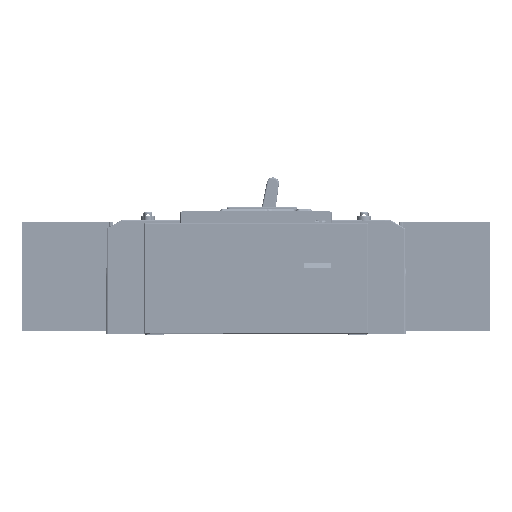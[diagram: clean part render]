
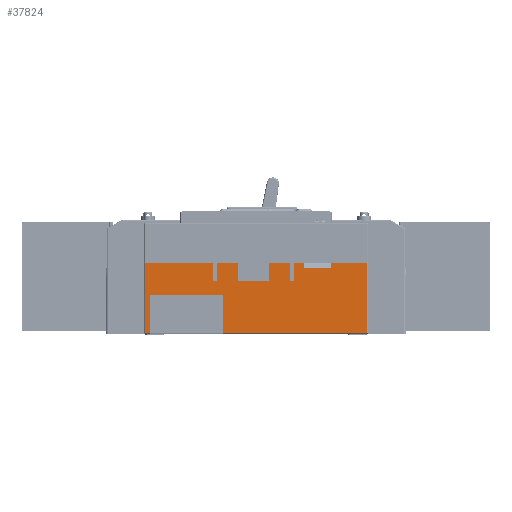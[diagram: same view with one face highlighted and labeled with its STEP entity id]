
A CAD part, left-side view. The second image highlights one B-rep face of the part: STEP entity #37824.
In plain terms, the highlighted planar face has unit normal (-1, 0, 0).
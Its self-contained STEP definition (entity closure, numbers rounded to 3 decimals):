
#3680=DIRECTION('',(0.,1.,0.));
#3681=VECTOR('',#3680,5.9);
#3682=CARTESIAN_POINT('',(-39.,-27.5,40.));
#3683=LINE('',#3682,#3681);
#3696=DIRECTION('',(0.,-1.,0.));
#3697=VECTOR('',#3696,11.9);
#3698=CARTESIAN_POINT('',(-39.,-7.5,40.));
#3699=LINE('',#3698,#3697);
#3800=DIRECTION('',(0.,1.,0.));
#3801=VECTOR('',#3800,38.464);
#3802=CARTESIAN_POINT('',(-39.,24.6,40.));
#3803=LINE('',#3802,#3801);
#3872=DIRECTION('',(0.,-1.,0.));
#3873=VECTOR('',#3872,11.9);
#3874=CARTESIAN_POINT('',(-39.,22.4,40.));
#3875=LINE('',#3874,#3873);
#7849=DIRECTION('',(0.,1.,0.));
#7850=VECTOR('',#7849,2.2);
#7851=CARTESIAN_POINT('',(-39.,-21.6,30.));
#7852=LINE('',#7851,#7850);
#7873=DIRECTION('',(0.,1.,0.));
#7874=VECTOR('',#7873,2.2);
#7875=CARTESIAN_POINT('',(-39.,22.4,30.));
#7876=LINE('',#7875,#7874);
#7917=DIRECTION('',(0.,0.,-1.));
#7918=VECTOR('',#7917,10.);
#7919=CARTESIAN_POINT('',(-39.,22.4,40.));
#7920=LINE('',#7919,#7918);
#7921=DIRECTION('',(0.,0.,-1.));
#7922=VECTOR('',#7921,10.);
#7923=CARTESIAN_POINT('',(-39.,10.5,40.));
#7924=LINE('',#7923,#7922);
#7925=DIRECTION('',(0.,1.,0.));
#7926=VECTOR('',#7925,18.);
#7927=CARTESIAN_POINT('',(-39.,-7.5,30.));
#7928=LINE('',#7927,#7926);
#7929=DIRECTION('',(0.,0.,-1.));
#7930=VECTOR('',#7929,10.);
#7931=CARTESIAN_POINT('',(-39.,-7.5,40.));
#7932=LINE('',#7931,#7930);
#7933=DIRECTION('',(0.,0.,-1.));
#7934=VECTOR('',#7933,10.);
#7935=CARTESIAN_POINT('',(-39.,-19.4,40.));
#7936=LINE('',#7935,#7934);
#7937=DIRECTION('',(0.,0.,1.));
#7938=VECTOR('',#7937,10.);
#7939=CARTESIAN_POINT('',(-39.,-21.6,30.));
#7940=LINE('',#7939,#7938);
#7941=DIRECTION('',(0.,0.,-1.));
#7942=VECTOR('',#7941,2.5);
#7943=CARTESIAN_POINT('',(-39.,-27.5,40.));
#7944=LINE('',#7943,#7942);
#7945=DIRECTION('',(0.,-1.,0.));
#7946=VECTOR('',#7945,15.);
#7947=CARTESIAN_POINT('',(-39.,-27.5,37.5));
#7948=LINE('',#7947,#7946);
#7949=DIRECTION('',(0.,0.,-1.));
#7950=VECTOR('',#7949,2.5);
#7951=CARTESIAN_POINT('',(-39.,-42.5,40.));
#7952=LINE('',#7951,#7950);
#7953=DIRECTION('',(0.,-1.,0.));
#7954=VECTOR('',#7953,20.564);
#7955=CARTESIAN_POINT('',(-39.,-42.5,40.));
#7956=LINE('',#7955,#7954);
#7957=DIRECTION('',(0.,0.,1.));
#7958=VECTOR('',#7957,39.5);
#7959=CARTESIAN_POINT('',(-39.,-63.064,0.5));
#7960=LINE('',#7959,#7958);
#7961=DIRECTION('',(0.,1.,0.));
#7962=VECTOR('',#7961,81.564);
#7963=CARTESIAN_POINT('',(-39.,-63.064,0.5));
#7964=LINE('',#7963,#7962);
#7965=DIRECTION('',(0.,0.,1.));
#7966=VECTOR('',#7965,21.5);
#7967=CARTESIAN_POINT('',(-39.,18.5,0.5));
#7968=LINE('',#7967,#7966);
#7969=DIRECTION('',(0.,1.,0.));
#7970=VECTOR('',#7969,42.);
#7971=CARTESIAN_POINT('',(-39.,18.5,22.));
#7972=LINE('',#7971,#7970);
#7973=DIRECTION('',(0.,0.,1.));
#7974=VECTOR('',#7973,21.5);
#7975=CARTESIAN_POINT('',(-39.,60.5,0.5));
#7976=LINE('',#7975,#7974);
#7977=DIRECTION('',(0.,1.,0.));
#7978=VECTOR('',#7977,2.564);
#7979=CARTESIAN_POINT('',(-39.,60.5,0.5));
#7980=LINE('',#7979,#7978);
#7981=DIRECTION('',(0.,0.,-1.));
#7982=VECTOR('',#7981,39.5);
#7983=CARTESIAN_POINT('',(-39.,63.064,40.));
#7984=LINE('',#7983,#7982);
#7985=DIRECTION('',(0.,0.,1.));
#7986=VECTOR('',#7985,10.);
#7987=CARTESIAN_POINT('',(-39.,24.6,30.));
#7988=LINE('',#7987,#7986);
#22162=CARTESIAN_POINT('',(-39.,10.5,40.));
#22164=VERTEX_POINT('',#22162);
#22165=CARTESIAN_POINT('',(-39.,-7.5,40.));
#22167=VERTEX_POINT('',#22165);
#22169=CARTESIAN_POINT('',(-39.,-7.5,30.));
#22170=CARTESIAN_POINT('',(-39.,10.5,30.));
#22171=VERTEX_POINT('',#22169);
#22172=VERTEX_POINT('',#22170);
#22837=CARTESIAN_POINT('',(-39.,-63.064,40.));
#22839=VERTEX_POINT('',#22837);
#22842=CARTESIAN_POINT('',(-39.,63.064,40.));
#22844=VERTEX_POINT('',#22842);
#22889=CARTESIAN_POINT('',(-39.,63.064,0.5));
#22890=VERTEX_POINT('',#22889);
#22892=CARTESIAN_POINT('',(-39.,-63.064,0.5));
#22894=VERTEX_POINT('',#22892);
#23842=CARTESIAN_POINT('',(-39.,-42.5,40.));
#23844=VERTEX_POINT('',#23842);
#23850=CARTESIAN_POINT('',(-39.,-27.5,40.));
#23852=VERTEX_POINT('',#23850);
#23858=CARTESIAN_POINT('',(-39.,-42.5,37.5));
#23859=VERTEX_POINT('',#23858);
#23860=CARTESIAN_POINT('',(-39.,-27.5,37.5));
#23861=VERTEX_POINT('',#23860);
#27203=CARTESIAN_POINT('',(-39.,18.5,22.));
#27204=CARTESIAN_POINT('',(-39.,60.5,22.));
#27205=VERTEX_POINT('',#27203);
#27206=VERTEX_POINT('',#27204);
#27207=CARTESIAN_POINT('',(-39.,60.5,0.5));
#27208=VERTEX_POINT('',#27207);
#27209=CARTESIAN_POINT('',(-39.,18.5,0.5));
#27210=VERTEX_POINT('',#27209);
#27275=CARTESIAN_POINT('',(-39.,-19.4,40.));
#27277=VERTEX_POINT('',#27275);
#27279=CARTESIAN_POINT('',(-39.,22.4,40.));
#27281=VERTEX_POINT('',#27279);
#27283=CARTESIAN_POINT('',(-39.,-19.4,30.));
#27284=VERTEX_POINT('',#27283);
#27285=CARTESIAN_POINT('',(-39.,22.4,30.));
#27286=VERTEX_POINT('',#27285);
#27291=CARTESIAN_POINT('',(-39.,-21.6,30.));
#27293=VERTEX_POINT('',#27291);
#27295=CARTESIAN_POINT('',(-39.,24.6,30.));
#27297=VERTEX_POINT('',#27295);
#27303=CARTESIAN_POINT('',(-39.,-21.6,40.));
#27304=VERTEX_POINT('',#27303);
#27305=CARTESIAN_POINT('',(-39.,24.6,40.));
#27306=VERTEX_POINT('',#27305);
#37778=CARTESIAN_POINT('',(-39.,67.5,0.));
#37779=DIRECTION('',(-1.,0.,0.));
#37780=DIRECTION('',(0.,-1.,0.));
#37781=AXIS2_PLACEMENT_3D('',#37778,#37779,#37780);
#37782=PLANE('',#37781);
#37783=ORIENTED_EDGE('',*,*,#32356,.F.);
#37785=ORIENTED_EDGE('',*,*,#37784,.F.);
#37786=ORIENTED_EDGE('',*,*,#37703,.F.);
#37788=ORIENTED_EDGE('',*,*,#37787,.F.);
#37789=ORIENTED_EDGE('',*,*,#32398,.T.);
#37791=ORIENTED_EDGE('',*,*,#37790,.T.);
#37793=ORIENTED_EDGE('',*,*,#37792,.F.);
#37795=ORIENTED_EDGE('',*,*,#37794,.F.);
#37796=ORIENTED_EDGE('',*,*,#32278,.T.);
#37797=ORIENTED_EDGE('',*,*,#37773,.T.);
#37798=ORIENTED_EDGE('',*,*,#37683,.F.);
#37799=ORIENTED_EDGE('',*,*,#37747,.T.);
#37800=ORIENTED_EDGE('',*,*,#32270,.F.);
#37802=ORIENTED_EDGE('',*,*,#37801,.T.);
#37804=ORIENTED_EDGE('',*,*,#37803,.T.);
#37806=ORIENTED_EDGE('',*,*,#37805,.F.);
#37807=ORIENTED_EDGE('',*,*,#32326,.T.);
#37809=ORIENTED_EDGE('',*,*,#37808,.F.);
#37811=ORIENTED_EDGE('',*,*,#37810,.T.);
#37813=ORIENTED_EDGE('',*,*,#37812,.T.);
#37815=ORIENTED_EDGE('',*,*,#37814,.T.);
#37817=ORIENTED_EDGE('',*,*,#37816,.F.);
#37819=ORIENTED_EDGE('',*,*,#37818,.T.);
#37821=ORIENTED_EDGE('',*,*,#37820,.F.);
#37822=EDGE_LOOP('',(#37783,#37785,#37786,#37788,#37789,#37791,#37793,#37795,
#37796,#37797,#37798,#37799,#37800,#37802,#37804,#37806,#37807,#37809,#37811,
#37813,#37815,#37817,#37819,#37821));
#37823=FACE_OUTER_BOUND('',#37822,.F.);
#37824=ADVANCED_FACE('',(#37823),#37782,.T.);
#32270=EDGE_CURVE('',#23852,#27304,#3683,.T.);
#32278=EDGE_CURVE('',#22167,#27277,#3699,.T.);
#32326=EDGE_CURVE('',#23844,#22839,#7956,.T.);
#32356=EDGE_CURVE('',#27306,#22844,#3803,.T.);
#32398=EDGE_CURVE('',#27281,#22164,#3875,.T.);
#37683=EDGE_CURVE('',#27293,#27284,#7852,.T.);
#37703=EDGE_CURVE('',#27286,#27297,#7876,.T.);
#37747=EDGE_CURVE('',#27293,#27304,#7940,.T.);
#37773=EDGE_CURVE('',#27277,#27284,#7936,.T.);
#37784=EDGE_CURVE('',#27297,#27306,#7988,.T.);
#37787=EDGE_CURVE('',#27281,#27286,#7920,.T.);
#37790=EDGE_CURVE('',#22164,#22172,#7924,.T.);
#37792=EDGE_CURVE('',#22171,#22172,#7928,.T.);
#37794=EDGE_CURVE('',#22167,#22171,#7932,.T.);
#37801=EDGE_CURVE('',#23852,#23861,#7944,.T.);
#37803=EDGE_CURVE('',#23861,#23859,#7948,.T.);
#37805=EDGE_CURVE('',#23844,#23859,#7952,.T.);
#37808=EDGE_CURVE('',#22894,#22839,#7960,.T.);
#37810=EDGE_CURVE('',#22894,#27210,#7964,.T.);
#37812=EDGE_CURVE('',#27210,#27205,#7968,.T.);
#37814=EDGE_CURVE('',#27205,#27206,#7972,.T.);
#37816=EDGE_CURVE('',#27208,#27206,#7976,.T.);
#37818=EDGE_CURVE('',#27208,#22890,#7980,.T.);
#37820=EDGE_CURVE('',#22844,#22890,#7984,.T.);
